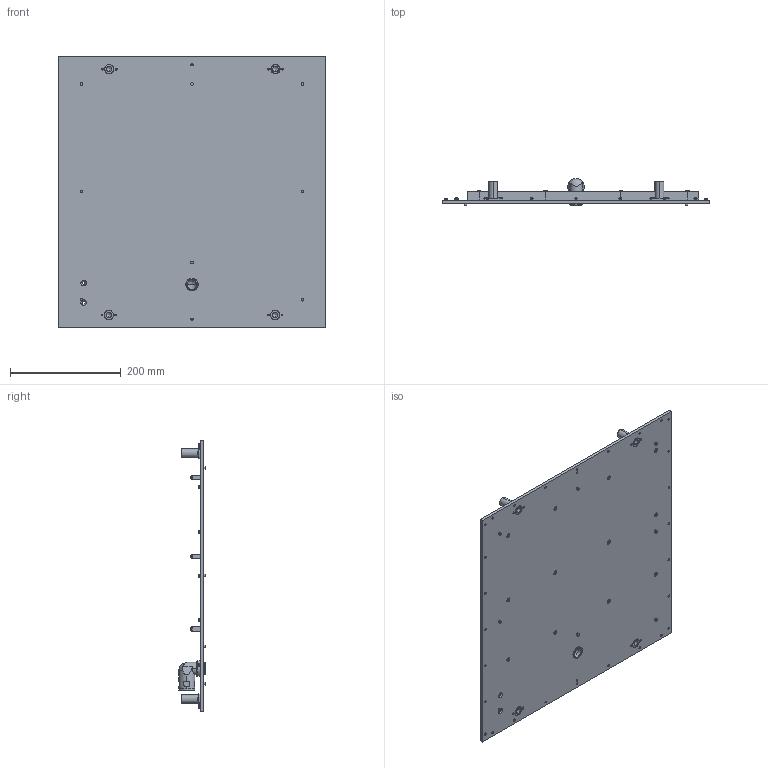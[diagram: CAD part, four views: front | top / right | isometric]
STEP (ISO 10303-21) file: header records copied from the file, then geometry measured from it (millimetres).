
FILE_DESCRIPTION (( 'STEP AP214' ), '1' );
FILE_NAME ('INGUN_30543.STEP', '2023-02-02T14:41:36', ( '' ), ( '' ), 'SwSTEP 2.0', 'SolidWorks 2021', '' );
FILE_SCHEMA (( 'AUTOMOTIVE_DESIGN' ));
Length unit declared in the file: millimetre
Products named in the file (13): DIN7~n_04,0m6x004; 2394~0; 11657~0; 30544~0_KUNDE<Standard>; 9829~1_S; 30546~0; ISO7380~n_M03,0x006; ISO7380~n_M04,0x008; Gewindebuchse~n_M04-05,0 geschlossen; 19420~3; INGUN_30543; ISO7380~n_M04,0x020; 9830~0
Assembly tree (108 placements, depth 2):
  INGUN_30543
    30544~0_KUNDE<Standard>
    9830~0  x8
    11657~0
    19420~3
    30546~0  x4
    9829~1_S  x3
    ISO7380~n_M04,0x008  x8
    ISO7380~n_M04,0x020  x12
    DIN7~n_04,0m6x004  x2
    Gewindebuchse~n_M04-05,0 geschlossen  x12
    2394~0  x28
    ISO7380~n_M03,0x006  x28
Bounding box: 483 x 48.4 x 489 mm (x, y, z)
Volume: 1610242 mm3; surface area: 594543.7 mm2
Topology: 108 solids, 108 shells, 3645 faces, 8476 edges, 5541 vertices
Faces by surface type: plane 1908, cylinder 1445, torus 144, cone 138, sphere 8, bspline 2
Entity records: 14220 total; most frequent: DIRECTION 2532, CARTESIAN_POINT 2475, ORIENTED_EDGE 2036, EDGE_CURVE 1018, AXIS2_PLACEMENT_3D 1011, VERTEX_POINT 666, EDGE_LOOP 540, LINE 510
